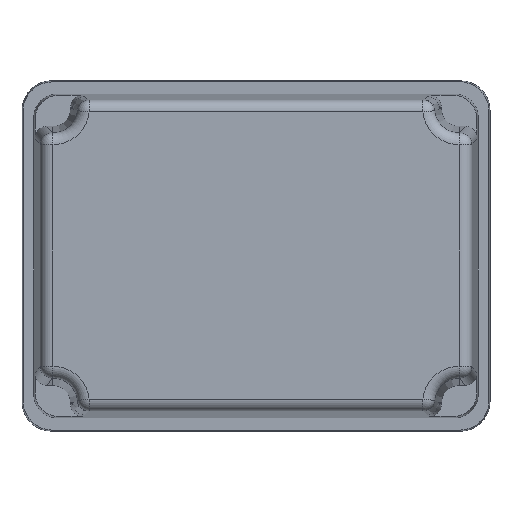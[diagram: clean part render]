
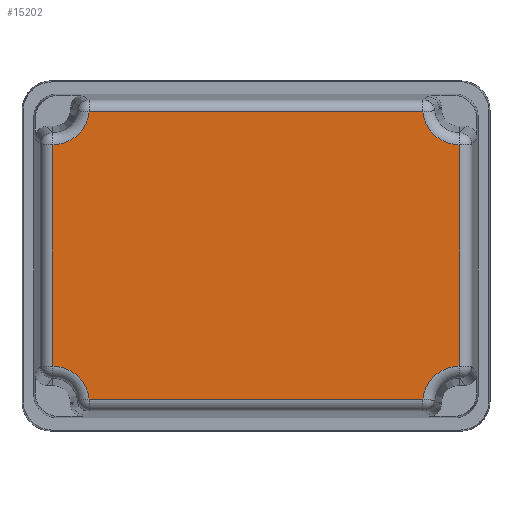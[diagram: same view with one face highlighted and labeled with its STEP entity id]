
A CAD part, top view. The second image highlights one B-rep face of the part: STEP entity #15202.
In plain terms, the highlighted planar face has unit normal (0, 0, 1).
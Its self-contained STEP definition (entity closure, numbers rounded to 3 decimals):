
#12602=DIRECTION('',(1.,0.,0.));
#12603=VECTOR('',#12602,0.299);
#12604=CARTESIAN_POINT('',(69.,-37.658,93.1));
#12605=LINE('',#12604,#12603);
#12606=CARTESIAN_POINT('',(69.,-50.,93.1));
#12607=DIRECTION('',(0.,0.,-1.));
#12608=DIRECTION('',(-0.995,0.097,0.));
#12609=AXIS2_PLACEMENT_3D('',#12606,#12607,#12608);
#12611=DIRECTION('',(1.,0.,0.));
#12612=VECTOR('',#12611,113.433);
#12613=CARTESIAN_POINT('',(-56.716,-48.799,93.1));
#12614=LINE('',#12613,#12612);
#12615=CARTESIAN_POINT('',(-69.,-50.,93.1));
#12616=DIRECTION('',(0.,0.,-1.));
#12617=DIRECTION('',(0.,1.,0.));
#12618=AXIS2_PLACEMENT_3D('',#12615,#12616,#12617);
#12620=DIRECTION('',(1.,0.,0.));
#12621=VECTOR('',#12620,0.299);
#12622=CARTESIAN_POINT('',(-69.299,-37.658,93.1));
#12623=LINE('',#12622,#12621);
#12624=DIRECTION('',(0.,1.,0.));
#12625=VECTOR('',#12624,75.316);
#12626=CARTESIAN_POINT('',(-69.299,-37.658,93.1));
#12627=LINE('',#12626,#12625);
#12628=DIRECTION('',(-1.,0.,0.));
#12629=VECTOR('',#12628,0.299);
#12630=CARTESIAN_POINT('',(-69.,37.658,93.1));
#12631=LINE('',#12630,#12629);
#12632=CARTESIAN_POINT('',(-69.,50.,93.1));
#12633=DIRECTION('',(0.,0.,-1.));
#12634=DIRECTION('',(0.995,-0.097,0.));
#12635=AXIS2_PLACEMENT_3D('',#12632,#12633,#12634);
#12637=DIRECTION('',(1.,0.,0.));
#12638=VECTOR('',#12637,113.433);
#12639=CARTESIAN_POINT('',(-56.716,48.799,93.1));
#12640=LINE('',#12639,#12638);
#12641=CARTESIAN_POINT('',(69.,50.,93.1));
#12642=DIRECTION('',(0.,0.,-1.));
#12643=DIRECTION('',(0.,-1.,0.));
#12644=AXIS2_PLACEMENT_3D('',#12641,#12642,#12643);
#12646=DIRECTION('',(-1.,0.,0.));
#12647=VECTOR('',#12646,0.299);
#12648=CARTESIAN_POINT('',(69.299,37.658,93.1));
#12649=LINE('',#12648,#12647);
#12650=DIRECTION('',(0.,1.,0.));
#12651=VECTOR('',#12650,75.316);
#12652=CARTESIAN_POINT('',(69.299,-37.658,93.1));
#12653=LINE('',#12652,#12651);
#14395=CARTESIAN_POINT('',(69.,-37.658,93.1));
#14396=CARTESIAN_POINT('',(69.299,-37.658,93.1));
#14397=VERTEX_POINT('',#14395);
#14398=VERTEX_POINT('',#14396);
#14399=CARTESIAN_POINT('',(56.716,-48.799,93.1));
#14400=VERTEX_POINT('',#14399);
#14403=CARTESIAN_POINT('',(69.299,37.658,93.1));
#14404=VERTEX_POINT('',#14403);
#14411=CARTESIAN_POINT('',(69.,37.658,93.1));
#14412=VERTEX_POINT('',#14411);
#14415=CARTESIAN_POINT('',(56.716,48.799,93.1));
#14416=VERTEX_POINT('',#14415);
#14417=CARTESIAN_POINT('',(-56.716,48.799,93.1));
#14418=VERTEX_POINT('',#14417);
#14432=CARTESIAN_POINT('',(-69.,37.658,93.1));
#14433=CARTESIAN_POINT('',(-69.299,37.658,93.1));
#14434=VERTEX_POINT('',#14432);
#14435=VERTEX_POINT('',#14433);
#14436=CARTESIAN_POINT('',(-69.299,-37.658,93.1));
#14437=VERTEX_POINT('',#14436);
#14448=CARTESIAN_POINT('',(-69.,-37.658,93.1));
#14449=CARTESIAN_POINT('',(-56.716,-48.799,93.1));
#14450=VERTEX_POINT('',#14448);
#14451=VERTEX_POINT('',#14449);
#15172=CARTESIAN_POINT('',(0.,0.,93.1));
#15173=DIRECTION('',(0.,0.,1.));
#15174=DIRECTION('',(0.,-1.,0.));
#15175=AXIS2_PLACEMENT_3D('',#15172,#15173,#15174);
#15176=PLANE('',#15175);
#15178=ORIENTED_EDGE('',*,*,#15177,.F.);
#15180=ORIENTED_EDGE('',*,*,#15179,.F.);
#15182=ORIENTED_EDGE('',*,*,#15181,.F.);
#15184=ORIENTED_EDGE('',*,*,#15183,.F.);
#15186=ORIENTED_EDGE('',*,*,#15185,.F.);
#15188=ORIENTED_EDGE('',*,*,#15187,.T.);
#15190=ORIENTED_EDGE('',*,*,#15189,.F.);
#15191=ORIENTED_EDGE('',*,*,#15162,.F.);
#15193=ORIENTED_EDGE('',*,*,#15192,.T.);
#15195=ORIENTED_EDGE('',*,*,#15194,.F.);
#15197=ORIENTED_EDGE('',*,*,#15196,.F.);
#15199=ORIENTED_EDGE('',*,*,#15198,.F.);
#15200=EDGE_LOOP('',(#15178,#15180,#15182,#15184,#15186,#15188,#15190,#15191,
#15193,#15195,#15197,#15199));
#15201=FACE_OUTER_BOUND('',#15200,.F.);
#15202=ADVANCED_FACE('',(#15201),#15176,.T.);
#12610=CIRCLE('',#12609,12.342);
#12619=CIRCLE('',#12618,12.342);
#12636=CIRCLE('',#12635,12.342);
#12645=CIRCLE('',#12644,12.342);
#15162=EDGE_CURVE('',#14418,#14434,#12636,.T.);
#15177=EDGE_CURVE('',#14397,#14398,#12605,.T.);
#15179=EDGE_CURVE('',#14400,#14397,#12610,.T.);
#15181=EDGE_CURVE('',#14451,#14400,#12614,.T.);
#15183=EDGE_CURVE('',#14450,#14451,#12619,.T.);
#15185=EDGE_CURVE('',#14437,#14450,#12623,.T.);
#15187=EDGE_CURVE('',#14437,#14435,#12627,.T.);
#15189=EDGE_CURVE('',#14434,#14435,#12631,.T.);
#15192=EDGE_CURVE('',#14418,#14416,#12640,.T.);
#15194=EDGE_CURVE('',#14412,#14416,#12645,.T.);
#15196=EDGE_CURVE('',#14404,#14412,#12649,.T.);
#15198=EDGE_CURVE('',#14398,#14404,#12653,.T.);
